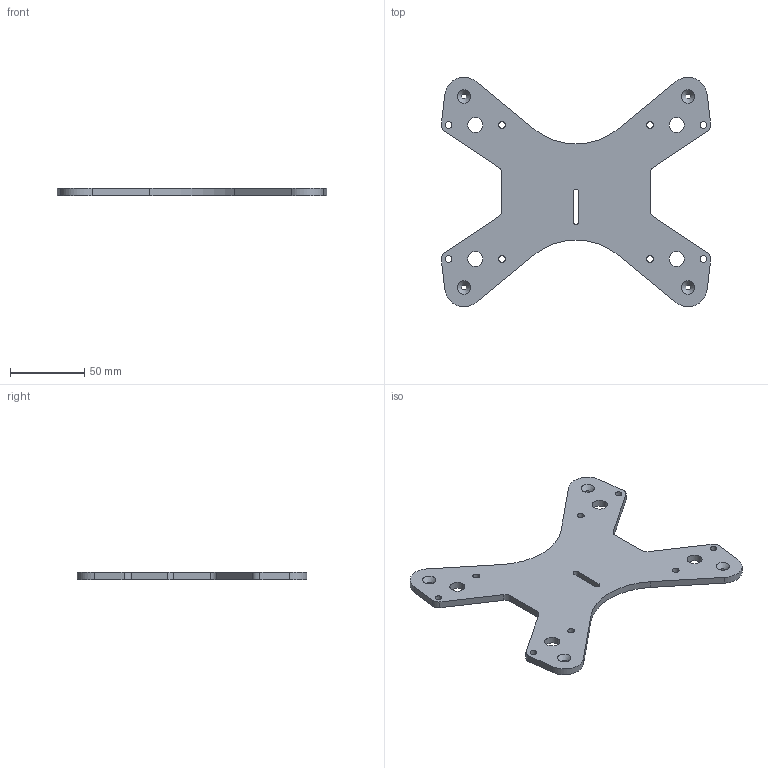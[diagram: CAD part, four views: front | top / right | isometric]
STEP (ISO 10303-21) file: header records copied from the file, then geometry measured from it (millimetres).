
FILE_DESCRIPTION(/* description */ ('STEP AP242','CAx-IF Rec.Pracs.---Representation and Presentation of Product Manufacturing Information (PMI)---4.0---2014-10-13','CAx-IF Rec.Pracs.---3D Tessellated Geometry---0.4---2014-09-14','2;1'),/* implementation_level */ '2;1');
FILE_NAME(/* name */ '633f0985ac1708241ff6c348',/* time_stamp */ '2022-10-06T16:59:49+00:00',/* author */ (''),/* organization */ (''),/* preprocessor_version */ 'ST-DEVELOPER v18.102',/* originating_system */ ' ',/* authorisation */ ' ');
FILE_SCHEMA (('AP242_MANAGED_MODEL_BASED_3D_ENGINEERING_MIM_LF { 1 0 10303 442 1 1 4 }'));
Length unit declared in the file: metre
Products named in the file (1): Part 18
Bounding box: 182.09 x 154.99 x 4.76 mm (x, y, z)
Volume: 70191.6 mm3; surface area: 34927.6 mm2
Topology: 1 solids, 1 shells, 54 faces, 152 edges, 100 vertices
Faces by surface type: cylinder 32, plane 18, cone 4
Full cylindrical faces by diameter (mm): 3.454 x4, 4.5 x8, 10.2 x4
Entity records: 1762 total; most frequent: DIRECTION 310, CARTESIAN_POINT 287, ORIENTED_EDGE 264, EDGE_CURVE 132, AXIS2_PLACEMENT_3D 123, EDGE_LOOP 108, FACE_BOUND 108, VERTEX_POINT 100
